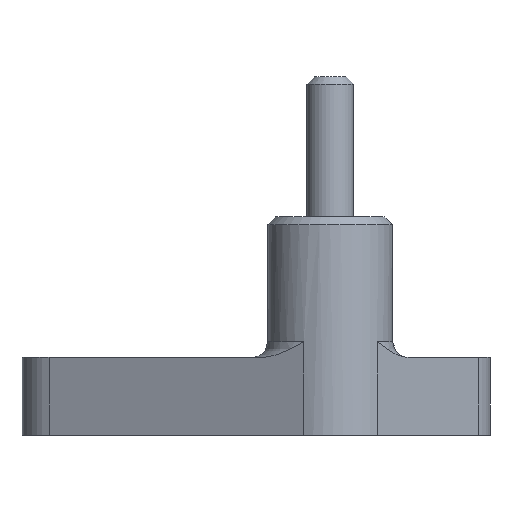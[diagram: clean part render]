
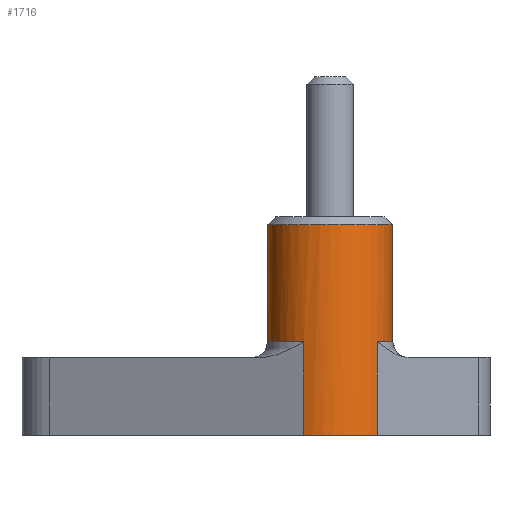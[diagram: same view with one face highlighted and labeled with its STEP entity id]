
A CAD part, left-side view. The second image highlights one B-rep face of the part: STEP entity #1716.
In plain terms, the highlighted cylindrical face has radius 4 mm (diameter 8 mm), a full revolution.
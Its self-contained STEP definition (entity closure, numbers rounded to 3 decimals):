
#66=CYLINDRICAL_SURFACE('',#1872,4.);
#198=FACE_OUTER_BOUND('',#302,.T.);
#302=EDGE_LOOP('',(#1352,#1353,#1354,#1355,#1356,#1357,#1358,#1359));
#446=LINE('',#2803,#586);
#447=LINE('',#2805,#587);
#448=LINE('',#2808,#588);
#586=VECTOR('',#2234,4.);
#587=VECTOR('',#2235,10.);
#588=VECTOR('',#2238,10.);
#694=CIRCLE('',#1869,4.);
#695=CIRCLE('',#1870,4.);
#697=CIRCLE('',#1873,4.);
#698=CIRCLE('',#1874,4.);
#826=VERTEX_POINT('',#2783);
#827=VERTEX_POINT('',#2788);
#828=VERTEX_POINT('',#2790);
#830=VERTEX_POINT('',#2801);
#831=VERTEX_POINT('',#2804);
#832=VERTEX_POINT('',#2806);
#1024=EDGE_CURVE('',#826,#827,#694,.T.);
#1025=EDGE_CURVE('',#827,#828,#695,.T.);
#1028=EDGE_CURVE('',#830,#830,#697,.T.);
#1029=EDGE_CURVE('',#830,#827,#446,.T.);
#1030=EDGE_CURVE('',#831,#826,#447,.T.);
#1031=EDGE_CURVE('',#831,#832,#698,.T.);
#1032=EDGE_CURVE('',#832,#828,#448,.T.);
#1352=ORIENTED_EDGE('',*,*,#1028,.F.);
#1353=ORIENTED_EDGE('',*,*,#1029,.T.);
#1354=ORIENTED_EDGE('',*,*,#1024,.F.);
#1355=ORIENTED_EDGE('',*,*,#1030,.F.);
#1356=ORIENTED_EDGE('',*,*,#1031,.T.);
#1357=ORIENTED_EDGE('',*,*,#1032,.T.);
#1358=ORIENTED_EDGE('',*,*,#1025,.F.);
#1359=ORIENTED_EDGE('',*,*,#1029,.F.);
#1716=ADVANCED_FACE('',(#198),#66,.T.);
#1869=AXIS2_PLACEMENT_3D('',#2789,#2224,#2225);
#1870=AXIS2_PLACEMENT_3D('',#2791,#2226,#2227);
#1872=AXIS2_PLACEMENT_3D('',#2800,#2230,#2231);
#1873=AXIS2_PLACEMENT_3D('',#2802,#2232,#2233);
#1874=AXIS2_PLACEMENT_3D('',#2807,#2236,#2237);
#2224=DIRECTION('center_axis',(0.,0.,
-1.));
#2225=DIRECTION('ref_axis',(0.979,0.205,0.));
#2226=DIRECTION('center_axis',(0.,0.,
-1.));
#2227=DIRECTION('ref_axis',(0.979,0.205,0.));
#2230=DIRECTION('center_axis',(0.,0.,
1.));
#2231=DIRECTION('ref_axis',(-1.,0.,0.));
#2232=DIRECTION('center_axis',(0.,0.,
1.));
#2233=DIRECTION('ref_axis',(-1.,0.,0.));
#2234=DIRECTION('',(0.,0.,-1.));
#2235=DIRECTION('',(0.,0.,1.));
#2236=DIRECTION('center_axis',(0.,0.,
1.));
#2237=DIRECTION('ref_axis',(-1.,0.,0.));
#2238=DIRECTION('',(0.,0.,1.));
#2783=CARTESIAN_POINT('',(-6.832,28.426,-54.525));
#2788=CARTESIAN_POINT('',(0.794,26.736,-54.525));
#2789=CARTESIAN_POINT('Origin',(-3.206,26.736,-54.525));
#2790=CARTESIAN_POINT('',(-5.849,23.734,-54.525));
#2791=CARTESIAN_POINT('Origin',(-3.206,26.736,-54.525));
#2800=CARTESIAN_POINT('Origin',(-3.206,26.736,-60.525));
#2801=CARTESIAN_POINT('',(0.794,26.736,-47.025));
#2802=CARTESIAN_POINT('Origin',(-3.206,26.736,-47.025));
#2803=CARTESIAN_POINT('',(0.794,26.736,-60.525));
#2804=CARTESIAN_POINT('',(-6.832,28.426,-60.525));
#2805=CARTESIAN_POINT('',(-6.832,28.426,-60.525));
#2806=CARTESIAN_POINT('',(-5.849,23.734,-60.525));
#2807=CARTESIAN_POINT('Origin',(-3.206,26.736,-60.525));
#2808=CARTESIAN_POINT('',(-5.849,23.734,-60.525));
